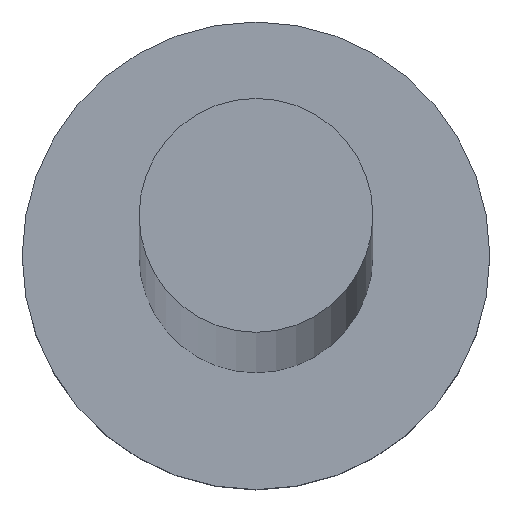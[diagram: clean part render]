
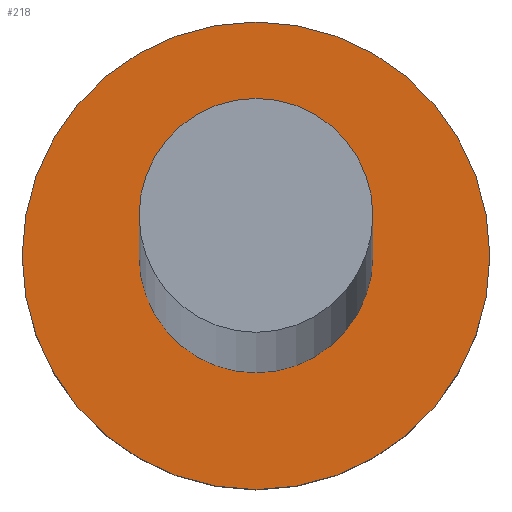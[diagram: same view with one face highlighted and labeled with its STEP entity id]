
A CAD part, top view. The second image highlights one B-rep face of the part: STEP entity #218.
In plain terms, the highlighted planar face has unit normal (0, 0, 1).
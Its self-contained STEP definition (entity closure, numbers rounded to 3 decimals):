
#3 = DIRECTION ( 'NONE',  ( 0., 0., 1. ) ) ;
#13 = EDGE_CURVE ( 'NONE', #176, #99, #210, .T. ) ;
#22 = DIRECTION ( 'NONE',  ( 0., 0., 1. ) ) ;
#27 = DIRECTION ( 'NONE',  ( 1., 0., 0. ) ) ;
#30 = VERTEX_POINT ( 'NONE', #93 ) ;
#45 = FACE_OUTER_BOUND ( 'NONE', #189, .T. ) ;
#53 = ORIENTED_EDGE ( 'NONE', *, *, #13, .F. ) ;
#58 = CARTESIAN_POINT ( 'NONE',  ( 0., 0., 2. ) ) ;
#61 = AXIS2_PLACEMENT_3D ( 'NONE', #62, #116, #228 ) ;
#62 = CARTESIAN_POINT ( 'NONE',  ( 0., 0., 2. ) ) ;
#64 = DIRECTION ( 'NONE',  ( 1., 0., 0. ) ) ;
#67 = AXIS2_PLACEMENT_3D ( 'NONE', #130, #22, #222 ) ;
#80 = VERTEX_POINT ( 'NONE', #198 ) ;
#93 = CARTESIAN_POINT ( 'NONE',  ( -2.5, 0., 2. ) ) ;
#99 = VERTEX_POINT ( 'NONE', #250 ) ;
#102 = EDGE_CURVE ( 'NONE', #80, #30, #223, .T. ) ;
#116 = DIRECTION ( 'NONE',  ( 0., 0., 1. ) ) ;
#120 = EDGE_LOOP ( 'NONE', ( #53, #136 ) ) ;
#124 = AXIS2_PLACEMENT_3D ( 'NONE', #207, #3, #27 ) ;
#130 = CARTESIAN_POINT ( 'NONE',  ( 0., 0., 2. ) ) ;
#131 = CIRCLE ( 'NONE', #124, 2.5 ) ;
#133 = ORIENTED_EDGE ( 'NONE', *, *, #102, .T. ) ;
#135 = ORIENTED_EDGE ( 'NONE', *, *, #229, .T. ) ;
#136 = ORIENTED_EDGE ( 'NONE', *, *, #152, .F. ) ;
#140 = AXIS2_PLACEMENT_3D ( 'NONE', #178, #251, #64 ) ;
#141 = DIRECTION ( 'NONE',  ( 0., 0., 1. ) ) ;
#146 = PLANE ( 'NONE',  #67 ) ;
#152 = EDGE_CURVE ( 'NONE', #99, #176, #242, .T. ) ;
#175 = AXIS2_PLACEMENT_3D ( 'NONE', #58, #141, #245 ) ;
#176 = VERTEX_POINT ( 'NONE', #239 ) ;
#178 = CARTESIAN_POINT ( 'NONE',  ( 0., 0., 2. ) ) ;
#189 = EDGE_LOOP ( 'NONE', ( #135, #133 ) ) ;
#198 = CARTESIAN_POINT ( 'NONE',  ( 2.5, 0., 2. ) ) ;
#207 = CARTESIAN_POINT ( 'NONE',  ( 0., 0., 2. ) ) ;
#210 = CIRCLE ( 'NONE', #61, 1.25 ) ;
#218 = ADVANCED_FACE ( 'NONE', ( #254, #45 ), #146, .T. ) ;
#222 = DIRECTION ( 'NONE',  ( 1., 0., 0. ) ) ;
#223 = CIRCLE ( 'NONE', #175, 2.5 ) ;
#228 = DIRECTION ( 'NONE',  ( 1., 0., 0. ) ) ;
#229 = EDGE_CURVE ( 'NONE', #30, #80, #131, .T. ) ;
#239 = CARTESIAN_POINT ( 'NONE',  ( -1.25, 0., 2. ) ) ;
#242 = CIRCLE ( 'NONE', #140, 1.25 ) ;
#245 = DIRECTION ( 'NONE',  ( 1., 0., 0. ) ) ;
#250 = CARTESIAN_POINT ( 'NONE',  ( 1.25, 0., 2. ) ) ;
#251 = DIRECTION ( 'NONE',  ( 0., 0., 1. ) ) ;
#254 = FACE_BOUND ( 'NONE', #120, .T. ) ;
